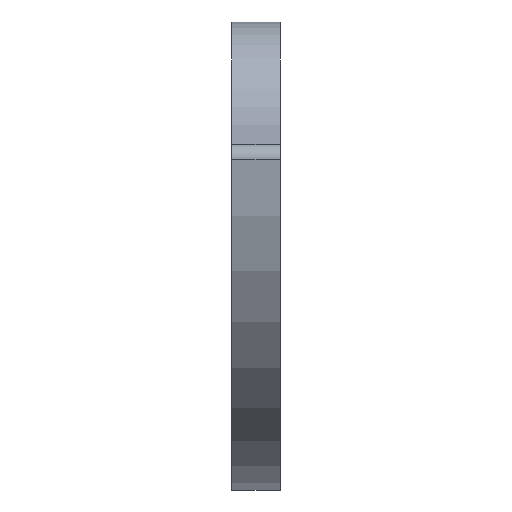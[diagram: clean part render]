
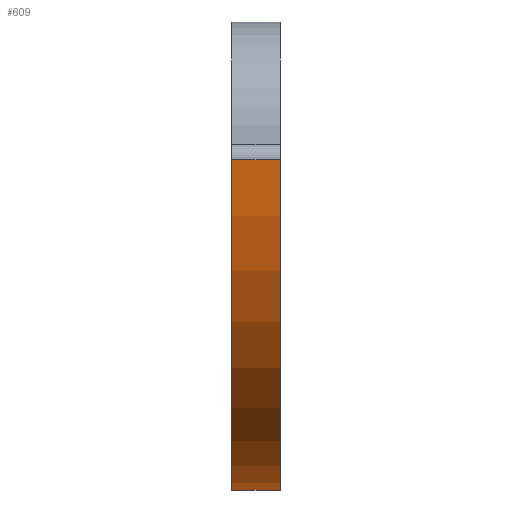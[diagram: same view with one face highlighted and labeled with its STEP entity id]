
A CAD part, left-side view. The second image highlights one B-rep face of the part: STEP entity #609.
In plain terms, the highlighted cylindrical face has radius 35.5 mm (diameter 71 mm), a partial arc.
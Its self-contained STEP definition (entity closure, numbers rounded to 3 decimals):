
#11 = EDGE_CURVE ( 'NONE', #1128, #588, #1092, .T. ) ;
#27 = CYLINDRICAL_SURFACE ( 'NONE', #688, 35.5 ) ;
#72 = AXIS2_PLACEMENT_3D ( 'NONE', #487, #208, #786 ) ;
#76 = CARTESIAN_POINT ( 'NONE',  ( 0., 0., 0. ) ) ;
#78 = ORIENTED_EDGE ( 'NONE', *, *, #710, .T. ) ;
#84 = VECTOR ( 'NONE', #947, 1000. ) ;
#117 = ORIENTED_EDGE ( 'NONE', *, *, #818, .T. ) ;
#208 = DIRECTION ( 'NONE',  ( 0., 1., 0. ) ) ;
#216 = FACE_OUTER_BOUND ( 'NONE', #1002, .T. ) ;
#260 = CIRCLE ( 'NONE', #969, 35.5 ) ;
#276 = VECTOR ( 'NONE', #571, 1000. ) ;
#381 = EDGE_CURVE ( 'NONE', #1128, #528, #467, .T. ) ;
#399 = LINE ( 'NONE', #666, #276 ) ;
#467 = LINE ( 'NONE', #1050, #84 ) ;
#487 = CARTESIAN_POINT ( 'NONE',  ( 0., 5., 0. ) ) ;
#502 = DIRECTION ( 'NONE',  ( 0., -1., 0. ) ) ;
#528 = VERTEX_POINT ( 'NONE', #789 ) ;
#571 = DIRECTION ( 'NONE',  ( 0., 1., 0. ) ) ;
#588 = VERTEX_POINT ( 'NONE', #1098 ) ;
#609 = ADVANCED_FACE ( 'NONE', ( #216 ), #27, .T. ) ;
#665 = VERTEX_POINT ( 'NONE', #822 ) ;
#666 = CARTESIAN_POINT ( 'NONE',  ( -35.461, 3., -1.671 ) ) ;
#688 = AXIS2_PLACEMENT_3D ( 'NONE', #1014, #502, #887 ) ;
#710 = EDGE_CURVE ( 'NONE', #528, #665, #260, .T. ) ;
#786 = DIRECTION ( 'NONE',  ( 0., 0., 1. ) ) ;
#789 = CARTESIAN_POINT ( 'NONE',  ( -1.671, 0., -35.461 ) ) ;
#818 = EDGE_CURVE ( 'NONE', #665, #588, #399, .T. ) ;
#822 = CARTESIAN_POINT ( 'NONE',  ( -35.461, 0., -1.671 ) ) ;
#872 = ORIENTED_EDGE ( 'NONE', *, *, #381, .T. ) ;
#887 = DIRECTION ( 'NONE',  ( 0., 0., -1. ) ) ;
#947 = DIRECTION ( 'NONE',  ( 0., -1., 0. ) ) ;
#958 = CARTESIAN_POINT ( 'NONE',  ( -1.671, 5., -35.461 ) ) ;
#964 = ORIENTED_EDGE ( 'NONE', *, *, #11, .F. ) ;
#969 = AXIS2_PLACEMENT_3D ( 'NONE', #76, #1041, #1111 ) ;
#1002 = EDGE_LOOP ( 'NONE', ( #78, #117, #964, #872 ) ) ;
#1014 = CARTESIAN_POINT ( 'NONE',  ( 0., 3., 0. ) ) ;
#1041 = DIRECTION ( 'NONE',  ( 0., 1., 0. ) ) ;
#1050 = CARTESIAN_POINT ( 'NONE',  ( -1.671, 3., -35.461 ) ) ;
#1092 = CIRCLE ( 'NONE', #72, 35.5 ) ;
#1098 = CARTESIAN_POINT ( 'NONE',  ( -35.461, 5., -1.671 ) ) ;
#1111 = DIRECTION ( 'NONE',  ( 0., 0., 1. ) ) ;
#1128 = VERTEX_POINT ( 'NONE', #958 ) ;
